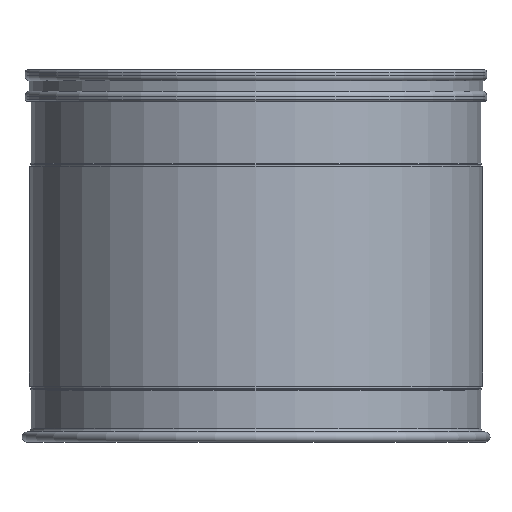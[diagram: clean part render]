
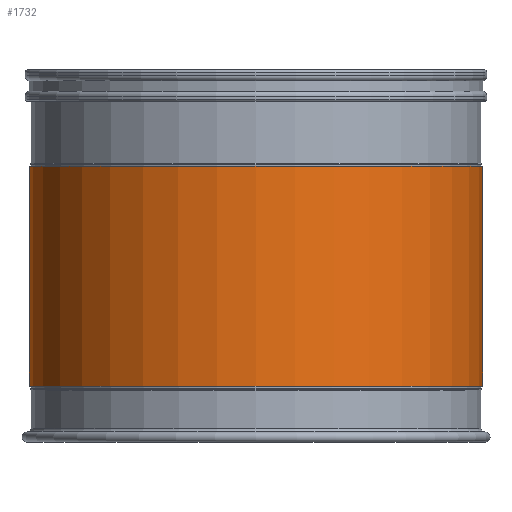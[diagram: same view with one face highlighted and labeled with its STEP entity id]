
A CAD part, front view. The second image highlights one B-rep face of the part: STEP entity #1732.
In plain terms, the highlighted cylindrical face has radius 222.769 mm (diameter 445.538 mm), a full revolution.
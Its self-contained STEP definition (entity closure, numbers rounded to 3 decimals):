
#239=LINE('',#3174,#337);
#337=VECTOR('',#2564,222.769);
#371=CYLINDRICAL_SURFACE('',#1997,222.769);
#477=FACE_OUTER_BOUND('',#612,.T.);
#612=EDGE_LOOP('',(#1565,#1566,#1567,#1568));
#738=CIRCLE('',#1996,222.769);
#739=CIRCLE('',#1998,222.769);
#887=VERTEX_POINT('',#3169);
#888=VERTEX_POINT('',#3172);
#1114=EDGE_CURVE('',#887,#887,#738,.T.);
#1115=EDGE_CURVE('',#888,#888,#739,.T.);
#1116=EDGE_CURVE('',#888,#887,#239,.T.);
#1565=ORIENTED_EDGE('',*,*,#1115,.F.);
#1566=ORIENTED_EDGE('',*,*,#1116,.T.);
#1567=ORIENTED_EDGE('',*,*,#1114,.T.);
#1568=ORIENTED_EDGE('',*,*,#1116,.F.);
#1732=ADVANCED_FACE('',(#477),#371,.T.);
#1996=AXIS2_PLACEMENT_3D('',#3170,#2558,#2559);
#1997=AXIS2_PLACEMENT_3D('',#3171,#2560,#2561);
#1998=AXIS2_PLACEMENT_3D('',#3173,#2562,#2563);
#2558=DIRECTION('center_axis',(0.,0.,-1.));
#2559=DIRECTION('ref_axis',(1.,0.,0.));
#2560=DIRECTION('center_axis',(0.,0.,-1.));
#2561=DIRECTION('ref_axis',(-1.,0.,0.));
#2562=DIRECTION('center_axis',(0.,0.,-1.));
#2563=DIRECTION('ref_axis',(1.,0.,0.));
#2564=DIRECTION('',(0.,0.,1.));
#3169=CARTESIAN_POINT('',(222.769,0.,266.125));
#3170=CARTESIAN_POINT('Origin',(0.,0.,266.125));
#3171=CARTESIAN_POINT('Origin',(0.,0.,158.125));
#3172=CARTESIAN_POINT('',(222.769,0.,50.125));
#3173=CARTESIAN_POINT('Origin',(0.,0.,50.125));
#3174=CARTESIAN_POINT('',(222.769,0.,158.125));
